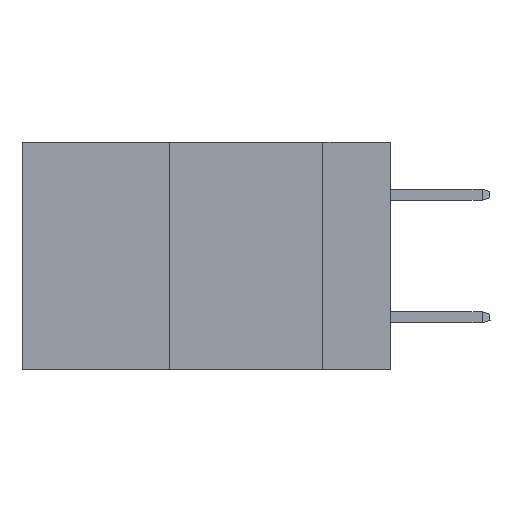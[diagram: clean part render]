
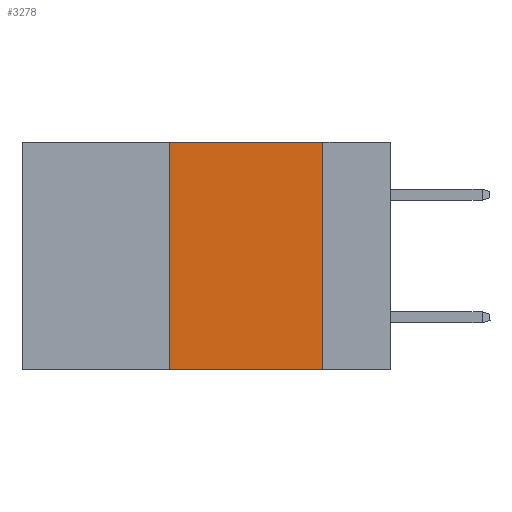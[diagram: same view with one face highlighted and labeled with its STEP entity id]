
A CAD part, left-side view. The second image highlights one B-rep face of the part: STEP entity #3278.
In plain terms, the highlighted planar face has unit normal (-1, 0, 0).
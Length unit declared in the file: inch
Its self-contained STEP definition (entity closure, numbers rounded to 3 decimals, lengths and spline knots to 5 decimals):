
#1127 = DIRECTION ( 'NONE',  ( 0., -1., 0. ) ) ;
#1262 = VERTEX_POINT ( 'NONE', #3728 ) ;
#1426 = CARTESIAN_POINT ( 'NONE',  ( 0., 0.6, 0. ) ) ;
#2711 = VECTOR ( 'NONE', #1127, 39.37008 ) ;
#2725 = VECTOR ( 'NONE', #21705, 39.37008 ) ;
#3182 = CARTESIAN_POINT ( 'NONE',  ( 0., 0.36, 0. ) ) ;
#3278 = ADVANCED_FACE ( 'NONE', ( #24610 ), #7619, .F. ) ;
#3428 = CARTESIAN_POINT ( 'NONE',  ( 0., 0.11, 0. ) ) ;
#3706 = CARTESIAN_POINT ( 'NONE',  ( 0., 0.36, 0. ) ) ;
#3728 = CARTESIAN_POINT ( 'NONE',  ( 0., 0.11, -0.37 ) ) ;
#3767 = VERTEX_POINT ( 'NONE', #3706 ) ;
#3787 = VERTEX_POINT ( 'NONE', #23255 ) ;
#4322 = EDGE_CURVE ( 'NONE', #3787, #3767, #10393, .T. ) ;
#4580 = ORIENTED_EDGE ( 'NONE', *, *, #4322, .F. ) ;
#5090 = CARTESIAN_POINT ( 'NONE',  ( 0., 0.11, 0. ) ) ;
#5341 = DIRECTION ( 'NONE',  ( 0., 0., -1. ) ) ;
#7215 = DIRECTION ( 'NONE',  ( 1., 0., 0. ) ) ;
#7619 = PLANE ( 'NONE',  #11898 ) ;
#8250 = EDGE_CURVE ( 'NONE', #3767, #13762, #15422, .T. ) ;
#8445 = DIRECTION ( 'NONE',  ( 0., -1., 0. ) ) ;
#8781 = LINE ( 'NONE', #26340, #27059 ) ;
#9217 = ORIENTED_EDGE ( 'NONE', *, *, #8250, .F. ) ;
#10393 = LINE ( 'NONE', #3182, #27777 ) ;
#11898 = AXIS2_PLACEMENT_3D ( 'NONE', #25210, #7215, #5341 ) ;
#12637 = LINE ( 'NONE', #3428, #2725 ) ;
#13762 = VERTEX_POINT ( 'NONE', #5090 ) ;
#15422 = LINE ( 'NONE', #1426, #2711 ) ;
#16270 = DIRECTION ( 'NONE',  ( 0., 0., 1. ) ) ;
#17119 = EDGE_CURVE ( 'NONE', #13762, #1262, #12637, .T. ) ;
#19464 = EDGE_LOOP ( 'NONE', ( #28036, #9217, #4580, #22890 ) ) ;
#21705 = DIRECTION ( 'NONE',  ( 0., 0., -1. ) ) ;
#22890 = ORIENTED_EDGE ( 'NONE', *, *, #24617, .T. ) ;
#23255 = CARTESIAN_POINT ( 'NONE',  ( 0., 0.36, -0.37 ) ) ;
#24610 = FACE_OUTER_BOUND ( 'NONE', #19464, .T. ) ;
#24617 = EDGE_CURVE ( 'NONE', #3787, #1262, #8781, .T. ) ;
#25210 = CARTESIAN_POINT ( 'NONE',  ( 0., 0.6, 0. ) ) ;
#26340 = CARTESIAN_POINT ( 'NONE',  ( 0., 0.6, -0.37 ) ) ;
#27059 = VECTOR ( 'NONE', #8445, 39.37008 ) ;
#27777 = VECTOR ( 'NONE', #16270, 39.37008 ) ;
#28036 = ORIENTED_EDGE ( 'NONE', *, *, #17119, .F. ) ;
